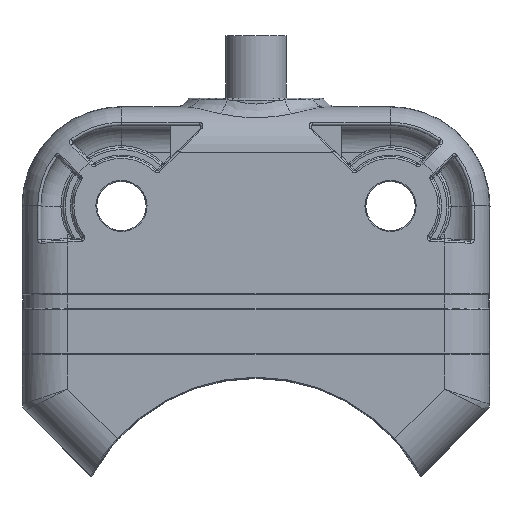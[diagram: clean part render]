
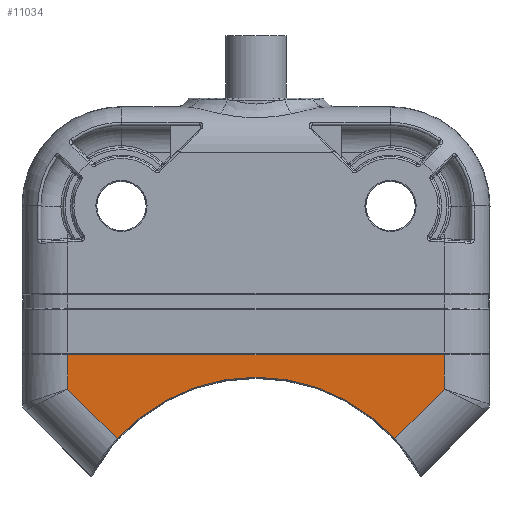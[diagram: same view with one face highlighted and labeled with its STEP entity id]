
A CAD part, top view. The second image highlights one B-rep face of the part: STEP entity #11034.
In plain terms, the highlighted planar face has unit normal (0, 0, 1).
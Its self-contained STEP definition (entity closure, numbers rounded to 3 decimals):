
#2434=DIRECTION('',(-1.,0.,0.));
#2435=VECTOR('',#2434,42.);
#2436=CARTESIAN_POINT('',(21.,23.4,10.));
#2437=LINE('',#2436,#2435);
#2654=DIRECTION('',(0.,-1.,0.));
#2655=VECTOR('',#2654,3.829);
#2656=CARTESIAN_POINT('',(-21.,23.4,10.));
#2657=LINE('',#2656,#2655);
#2662=CARTESIAN_POINT('',(0.,0.,10.));
#2663=DIRECTION('',(0.,0.,1.));
#2664=DIRECTION('',(0.74,0.672,0.));
#2665=AXIS2_PLACEMENT_3D('',#2662,#2663,#2664);
#2667=DIRECTION('',(-0.707,0.707,0.));
#2668=VECTOR('',#2667,7.813);
#2669=CARTESIAN_POINT('',(-15.476,14.047,10.));
#2670=LINE('',#2669,#2668);
#2671=DIRECTION('',(-0.707,-0.707,0.));
#2672=VECTOR('',#2671,7.813);
#2673=CARTESIAN_POINT('',(21.,19.571,10.));
#2674=LINE('',#2673,#2672);
#3376=DIRECTION('',(0.,1.,0.));
#3377=VECTOR('',#3376,3.829);
#3378=CARTESIAN_POINT('',(21.,19.571,10.));
#3379=LINE('',#3378,#3377);
#5439=CARTESIAN_POINT('',(-21.,23.4,10.));
#5440=VERTEX_POINT('',#5439);
#5441=CARTESIAN_POINT('',(21.,23.4,10.));
#5442=VERTEX_POINT('',#5441);
#5542=CARTESIAN_POINT('',(-21.,19.571,10.));
#5543=VERTEX_POINT('',#5542);
#5544=CARTESIAN_POINT('',(15.476,14.047,10.));
#5545=CARTESIAN_POINT('',(-15.476,14.047,10.));
#5546=VERTEX_POINT('',#5544);
#5547=VERTEX_POINT('',#5545);
#5548=CARTESIAN_POINT('',(21.,19.571,10.));
#5549=VERTEX_POINT('',#5548);
#11017=CARTESIAN_POINT('',(0.,0.,10.));
#11018=DIRECTION('',(0.,0.,1.));
#11019=DIRECTION('',(1.,0.,0.));
#11020=AXIS2_PLACEMENT_3D('',#11017,#11018,#11019);
#11021=PLANE('',#11020);
#11023=ORIENTED_EDGE('',*,*,#11022,.T.);
#11025=ORIENTED_EDGE('',*,*,#11024,.T.);
#11026=ORIENTED_EDGE('',*,*,#11002,.F.);
#11027=ORIENTED_EDGE('',*,*,#10525,.F.);
#11029=ORIENTED_EDGE('',*,*,#11028,.F.);
#11031=ORIENTED_EDGE('',*,*,#11030,.T.);
#11032=EDGE_LOOP('',(#11023,#11025,#11026,#11027,#11029,#11031));
#11033=FACE_OUTER_BOUND('',#11032,.F.);
#11034=ADVANCED_FACE('',(#11033),#11021,.T.);
#2666=CIRCLE('',#2665,20.9);
#10525=EDGE_CURVE('',#5442,#5440,#2437,.T.);
#11002=EDGE_CURVE('',#5440,#5543,#2657,.T.);
#11022=EDGE_CURVE('',#5546,#5547,#2666,.T.);
#11024=EDGE_CURVE('',#5547,#5543,#2670,.T.);
#11028=EDGE_CURVE('',#5549,#5442,#3379,.T.);
#11030=EDGE_CURVE('',#5549,#5546,#2674,.T.);
